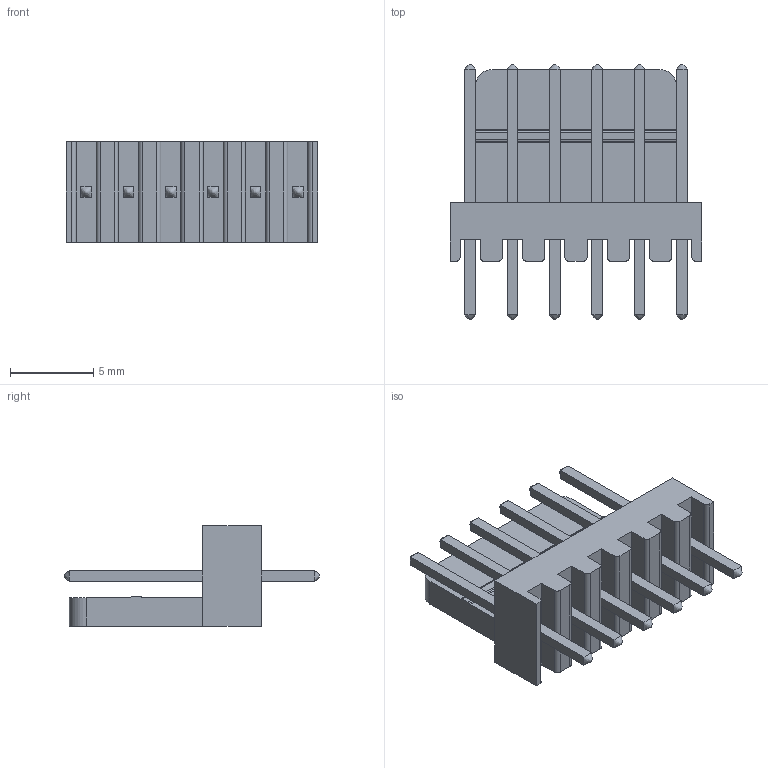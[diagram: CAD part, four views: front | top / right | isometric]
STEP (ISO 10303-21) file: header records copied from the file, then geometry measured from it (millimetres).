
FILE_DESCRIPTION (( 'STEP AP214' ), '1' );
FILE_NAME ('User Library-Molex 6 pines.STEP', '2014-11-04T14:14:35', ( 'Windows User' ), ( '' ), 'SwSTEP 2.0', 'SolidWorks 2014', '' );
FILE_SCHEMA (( 'AUTOMOTIVE_DESIGN' ));
Length unit declared in the file: millimetre
Products named in the file (1): User Library-Molex 6 pines
Bounding box: 15.06 x 15.3 x 6 mm (x, y, z)
Volume: 451.6 mm3; surface area: 803.3 mm2
Topology: 1 solids, 1 shells, 114 faces, 300 edges, 200 vertices
Faces by surface type: plane 84, cylinder 18, bspline 12
Entity records: 5296 total; most frequent: CARTESIAN_POINT 1275, ORIENTED_EDGE 600, DIRECTION 494, EDGE_CURVE 300, VECTOR 216, LINE 216, VERTEX_POINT 200, AXIS2_PLACEMENT_3D 139
